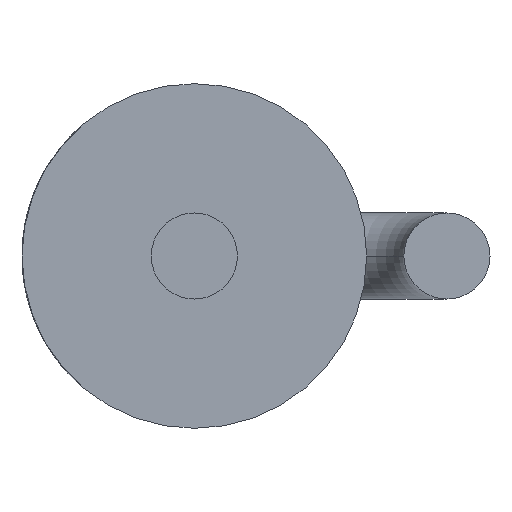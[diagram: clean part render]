
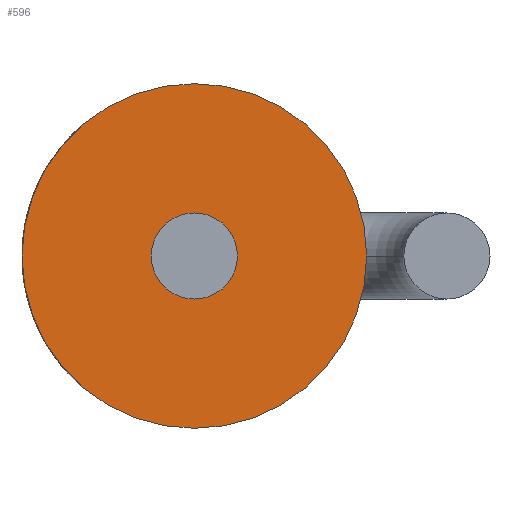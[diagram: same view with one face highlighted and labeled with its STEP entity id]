
A CAD part, front view. The second image highlights one B-rep face of the part: STEP entity #596.
In plain terms, the highlighted planar face has unit normal (0, -1, 0).
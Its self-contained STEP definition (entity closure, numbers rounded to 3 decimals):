
#42 = CARTESIAN_POINT ( 'NONE',  ( 0., 1., 0. ) ) ;
#63 = VERTEX_POINT ( 'NONE', #2895 ) ;
#182 = DIRECTION ( 'NONE',  ( 0., 1., 0. ) ) ;
#238 = EDGE_CURVE ( 'NONE', #2165, #63, #944, .T. ) ;
#295 = CARTESIAN_POINT ( 'NONE',  ( 0., 1., 1.3 ) ) ;
#304 = EDGE_LOOP ( 'NONE', ( #2850, #3034 ) ) ;
#596 = ADVANCED_FACE ( 'NONE', ( #2477, #2999 ), #2489, .F. ) ;
#618 = AXIS2_PLACEMENT_3D ( 'NONE', #1447, #182, #1191 ) ;
#668 = ORIENTED_EDGE ( 'NONE', *, *, #238, .F. ) ;
#944 = CIRCLE ( 'NONE', #1362, 0.325 ) ;
#1191 = DIRECTION ( 'NONE',  ( 0., 0., 1. ) ) ;
#1227 = DIRECTION ( 'NONE',  ( 0., 0., 1. ) ) ;
#1263 = CARTESIAN_POINT ( 'NONE',  ( 0.325, 1., 0. ) ) ;
#1362 = AXIS2_PLACEMENT_3D ( 'NONE', #42, #1829, #2341 ) ;
#1436 = CARTESIAN_POINT ( 'NONE',  ( 0., 1., -1.3 ) ) ;
#1447 = CARTESIAN_POINT ( 'NONE',  ( 0., 1., 0. ) ) ;
#1453 = ORIENTED_EDGE ( 'NONE', *, *, #2105, .F. ) ;
#1576 = CIRCLE ( 'NONE', #618, 1.3 ) ;
#1706 = EDGE_LOOP ( 'NONE', ( #668, #1453 ) ) ;
#1769 = AXIS2_PLACEMENT_3D ( 'NONE', #2695, #3180, #2678 ) ;
#1829 = DIRECTION ( 'NONE',  ( 0., -1., 0. ) ) ;
#1886 = EDGE_CURVE ( 'NONE', #2719, #3096, #2351, .T. ) ;
#1936 = DIRECTION ( 'NONE',  ( 0., 1., 0. ) ) ;
#2105 = EDGE_CURVE ( 'NONE', #63, #2165, #2784, .T. ) ;
#2165 = VERTEX_POINT ( 'NONE', #1263 ) ;
#2341 = DIRECTION ( 'NONE',  ( 0., 0., 1. ) ) ;
#2351 = CIRCLE ( 'NONE', #1769, 1.3 ) ;
#2477 = FACE_BOUND ( 'NONE', #1706, .T. ) ;
#2489 = PLANE ( 'NONE',  #2490 ) ;
#2490 = AXIS2_PLACEMENT_3D ( 'NONE', #2510, #1936, #1227 ) ;
#2510 = CARTESIAN_POINT ( 'NONE',  ( 0., 1., 0. ) ) ;
#2678 = DIRECTION ( 'NONE',  ( 0., 0., 1. ) ) ;
#2695 = CARTESIAN_POINT ( 'NONE',  ( 0., 1., 0. ) ) ;
#2719 = VERTEX_POINT ( 'NONE', #1436 ) ;
#2780 = CARTESIAN_POINT ( 'NONE',  ( 0., 1., 0. ) ) ;
#2784 = CIRCLE ( 'NONE', #2888, 0.325 ) ;
#2850 = ORIENTED_EDGE ( 'NONE', *, *, #1886, .F. ) ;
#2888 = AXIS2_PLACEMENT_3D ( 'NONE', #2780, #3281, #3233 ) ;
#2895 = CARTESIAN_POINT ( 'NONE',  ( -0.325, 1., 0. ) ) ;
#2999 = FACE_OUTER_BOUND ( 'NONE', #304, .T. ) ;
#3016 = EDGE_CURVE ( 'NONE', #3096, #2719, #1576, .T. ) ;
#3034 = ORIENTED_EDGE ( 'NONE', *, *, #3016, .F. ) ;
#3096 = VERTEX_POINT ( 'NONE', #295 ) ;
#3180 = DIRECTION ( 'NONE',  ( 0., 1., 0. ) ) ;
#3233 = DIRECTION ( 'NONE',  ( 0., 0., 1. ) ) ;
#3281 = DIRECTION ( 'NONE',  ( 0., -1., 0. ) ) ;
